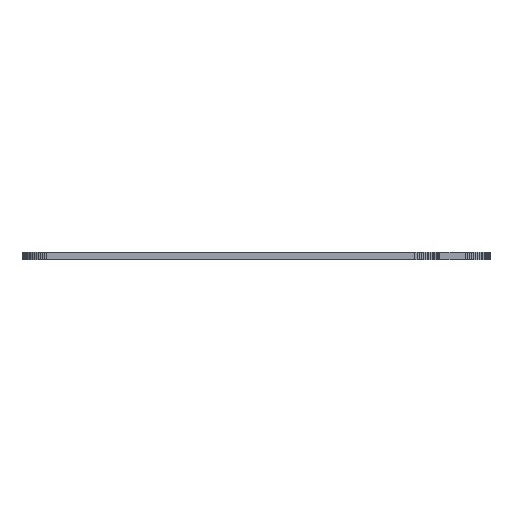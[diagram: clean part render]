
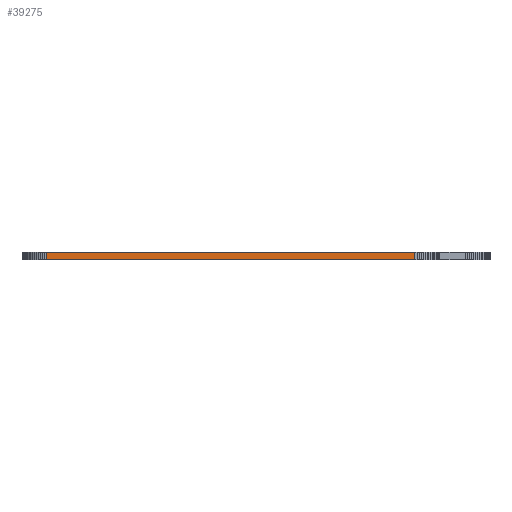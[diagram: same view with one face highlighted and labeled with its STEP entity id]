
A CAD part, left-side view. The second image highlights one B-rep face of the part: STEP entity #39275.
In plain terms, the highlighted planar face has unit normal (-1, 0, 0).
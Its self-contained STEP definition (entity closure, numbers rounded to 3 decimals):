
#83 = PLANE('',#84);
#84 = AXIS2_PLACEMENT_3D('',#85,#86,#87);
#85 = CARTESIAN_POINT('',(302.465,-210.215,1.6));
#86 = DIRECTION('',(-0.,-0.,-1.));
#87 = DIRECTION('',(-1.,0.,0.));
#137 = PLANE('',#138);
#138 = AXIS2_PLACEMENT_3D('',#139,#140,#141);
#139 = CARTESIAN_POINT('',(302.465,-210.215,0.));
#140 = DIRECTION('',(-0.,-0.,-1.));
#141 = DIRECTION('',(-1.,0.,0.));
#2878 = VERTEX_POINT('',#2879);
#2879 = CARTESIAN_POINT('',(119.5,-246.316,0.));
#2893 = PLANE('',#2894);
#2894 = AXIS2_PLACEMENT_3D('',#2895,#2896,#2897);
#2895 = CARTESIAN_POINT('',(119.519,-246.752,0.));
#2896 = DIRECTION('',(-0.999,-0.044,0.));
#2897 = DIRECTION('',(-0.044,0.999,0.));
#2905 = EDGE_CURVE('',#2878,#2906,#2908,.T.);
#2906 = VERTEX_POINT('',#2907);
#2907 = CARTESIAN_POINT('',(119.507,-170.945,0.));
#2908 = SURFACE_CURVE('',#2909,(#2913,#2920),.PCURVE_S1.);
#2909 = LINE('',#2910,#2911);
#2910 = CARTESIAN_POINT('',(119.5,-246.316,0.));
#2911 = VECTOR('',#2912,1.);
#2912 = DIRECTION('',(0.,1.,0.));
#2913 = PCURVE('',#137,#2914);
#2914 = DEFINITIONAL_REPRESENTATION('',(#2915),#2919);
#2915 = LINE('',#2916,#2917);
#2916 = CARTESIAN_POINT('',(182.965,-36.102));
#2917 = VECTOR('',#2918,1.);
#2918 = DIRECTION('',(0.,1.));
#2919 = ( GEOMETRIC_REPRESENTATION_CONTEXT(2) 
PARAMETRIC_REPRESENTATION_CONTEXT() REPRESENTATION_CONTEXT('2D SPACE',''
  ) );
#2920 = PCURVE('',#2921,#2926);
#2921 = PLANE('',#2922);
#2922 = AXIS2_PLACEMENT_3D('',#2923,#2924,#2925);
#2923 = CARTESIAN_POINT('',(119.5,-246.316,0.));
#2924 = DIRECTION('',(-1.,0.,0.));
#2925 = DIRECTION('',(0.,1.,0.));
#2926 = DEFINITIONAL_REPRESENTATION('',(#2927),#2931);
#2927 = LINE('',#2928,#2929);
#2928 = CARTESIAN_POINT('',(0.,0.));
#2929 = VECTOR('',#2930,1.);
#2930 = DIRECTION('',(1.,0.));
#2931 = ( GEOMETRIC_REPRESENTATION_CONTEXT(2) 
PARAMETRIC_REPRESENTATION_CONTEXT() REPRESENTATION_CONTEXT('2D SPACE',''
  ) );
#2949 = PLANE('',#2950);
#2950 = AXIS2_PLACEMENT_3D('',#2951,#2952,#2953);
#2951 = CARTESIAN_POINT('',(119.507,-170.945,0.));
#2952 = DIRECTION('',(-0.999,0.044,0.));
#2953 = DIRECTION('',(0.044,0.999,0.));
#22945 = VERTEX_POINT('',#22946);
#22946 = CARTESIAN_POINT('',(119.5,-246.316,1.6));
#22967 = EDGE_CURVE('',#22945,#22968,#22970,.T.);
#22968 = VERTEX_POINT('',#22969);
#22969 = CARTESIAN_POINT('',(119.507,-170.945,1.6));
#22970 = SURFACE_CURVE('',#22971,(#22975,#22982),.PCURVE_S1.);
#22971 = LINE('',#22972,#22973);
#22972 = CARTESIAN_POINT('',(119.5,-246.316,1.6));
#22973 = VECTOR('',#22974,1.);
#22974 = DIRECTION('',(0.,1.,0.));
#22975 = PCURVE('',#83,#22976);
#22976 = DEFINITIONAL_REPRESENTATION('',(#22977),#22981);
#22977 = LINE('',#22978,#22979);
#22978 = CARTESIAN_POINT('',(182.965,-36.102));
#22979 = VECTOR('',#22980,1.);
#22980 = DIRECTION('',(0.,1.));
#22981 = ( GEOMETRIC_REPRESENTATION_CONTEXT(2) 
PARAMETRIC_REPRESENTATION_CONTEXT() REPRESENTATION_CONTEXT('2D SPACE',''
  ) );
#22982 = PCURVE('',#2921,#22983);
#22983 = DEFINITIONAL_REPRESENTATION('',(#22984),#22988);
#22984 = LINE('',#22985,#22986);
#22985 = CARTESIAN_POINT('',(0.,-1.6));
#22986 = VECTOR('',#22987,1.);
#22987 = DIRECTION('',(1.,0.));
#22988 = ( GEOMETRIC_REPRESENTATION_CONTEXT(2) 
PARAMETRIC_REPRESENTATION_CONTEXT() REPRESENTATION_CONTEXT('2D SPACE',''
  ) );
#39225 = EDGE_CURVE('',#2906,#22968,#39226,.T.);
#39226 = SURFACE_CURVE('',#39227,(#39231,#39238),.PCURVE_S1.);
#39227 = LINE('',#39228,#39229);
#39228 = CARTESIAN_POINT('',(119.507,-170.945,0.));
#39229 = VECTOR('',#39230,1.);
#39230 = DIRECTION('',(0.,0.,1.));
#39231 = PCURVE('',#2949,#39232);
#39232 = DEFINITIONAL_REPRESENTATION('',(#39233),#39237);
#39233 = LINE('',#39234,#39235);
#39234 = CARTESIAN_POINT('',(0.,0.));
#39235 = VECTOR('',#39236,1.);
#39236 = DIRECTION('',(0.,-1.));
#39237 = ( GEOMETRIC_REPRESENTATION_CONTEXT(2) 
PARAMETRIC_REPRESENTATION_CONTEXT() REPRESENTATION_CONTEXT('2D SPACE',''
  ) );
#39238 = PCURVE('',#2921,#39239);
#39239 = DEFINITIONAL_REPRESENTATION('',(#39240),#39244);
#39240 = LINE('',#39241,#39242);
#39241 = CARTESIAN_POINT('',(75.372,0.));
#39242 = VECTOR('',#39243,1.);
#39243 = DIRECTION('',(0.,-1.));
#39244 = ( GEOMETRIC_REPRESENTATION_CONTEXT(2) 
PARAMETRIC_REPRESENTATION_CONTEXT() REPRESENTATION_CONTEXT('2D SPACE',''
  ) );
#39275 = ADVANCED_FACE('',(#39276),#2921,.T.);
#39276 = FACE_BOUND('',#39277,.T.);
#39277 = EDGE_LOOP('',(#39278,#39299,#39300,#39301));
#39278 = ORIENTED_EDGE('',*,*,#39279,.T.);
#39279 = EDGE_CURVE('',#2878,#22945,#39280,.T.);
#39280 = SURFACE_CURVE('',#39281,(#39285,#39292),.PCURVE_S1.);
#39281 = LINE('',#39282,#39283);
#39282 = CARTESIAN_POINT('',(119.5,-246.316,0.));
#39283 = VECTOR('',#39284,1.);
#39284 = DIRECTION('',(0.,0.,1.));
#39285 = PCURVE('',#2921,#39286);
#39286 = DEFINITIONAL_REPRESENTATION('',(#39287),#39291);
#39287 = LINE('',#39288,#39289);
#39288 = CARTESIAN_POINT('',(0.,0.));
#39289 = VECTOR('',#39290,1.);
#39290 = DIRECTION('',(0.,-1.));
#39291 = ( GEOMETRIC_REPRESENTATION_CONTEXT(2) 
PARAMETRIC_REPRESENTATION_CONTEXT() REPRESENTATION_CONTEXT('2D SPACE',''
  ) );
#39292 = PCURVE('',#2893,#39293);
#39293 = DEFINITIONAL_REPRESENTATION('',(#39294),#39298);
#39294 = LINE('',#39295,#39296);
#39295 = CARTESIAN_POINT('',(0.436,0.));
#39296 = VECTOR('',#39297,1.);
#39297 = DIRECTION('',(0.,-1.));
#39298 = ( GEOMETRIC_REPRESENTATION_CONTEXT(2) 
PARAMETRIC_REPRESENTATION_CONTEXT() REPRESENTATION_CONTEXT('2D SPACE',''
  ) );
#39299 = ORIENTED_EDGE('',*,*,#22967,.T.);
#39300 = ORIENTED_EDGE('',*,*,#39225,.F.);
#39301 = ORIENTED_EDGE('',*,*,#2905,.F.);
